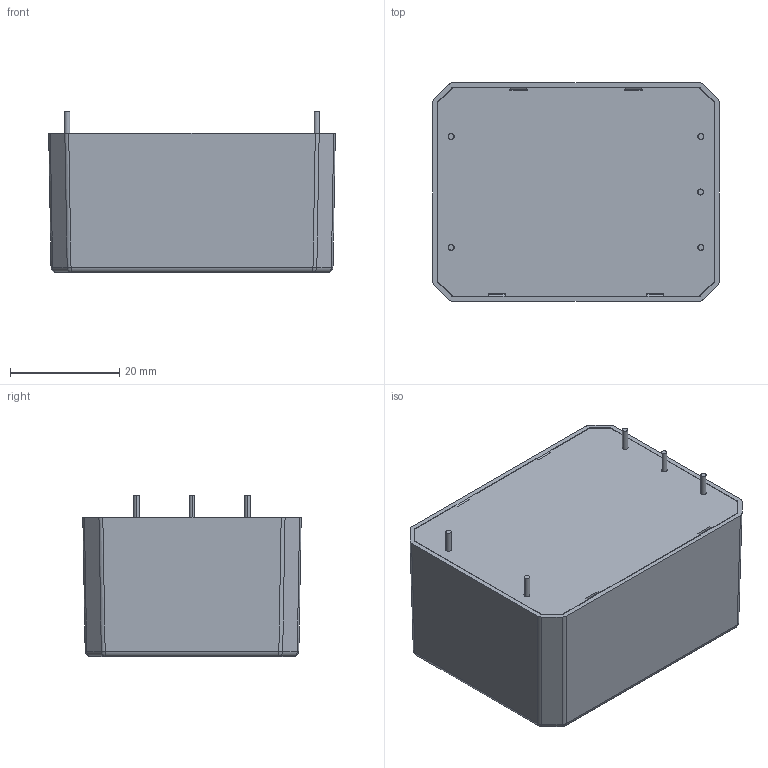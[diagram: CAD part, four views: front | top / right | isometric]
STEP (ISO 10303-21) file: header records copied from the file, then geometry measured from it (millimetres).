
FILE_DESCRIPTION (( 'STEP AP214' ), '1' );
FILE_NAME ('RACM30-DK_277_3D_20220503.STEP', '2022-05-30T08:43:05', ( '' ), ( '' ), 'SwSTEP 2.0', 'SolidWorks 2020', '' );
FILE_SCHEMA (( 'AUTOMOTIVE_DESIGN' ));
Length unit declared in the file: inch
Products named in the file (2): RACM30-DK_277_20220503; RACM30-DK_277_3D_20220503
Assembly tree (1 placements, depth 2):
  RACM30-DK_277_3D_20220503
    RACM30-DK_277_20220503
Bounding box: 52.5 x 40 x 29.5 mm (x, y, z)
Volume: 11134.4 mm3; surface area: 20793.5 mm2
Topology: 8 solids, 8 shells, 501 faces, 1261 edges, 792 vertices
Faces by surface type: plane 238, cylinder 204, sphere 24, bspline 20, cone 15
Entity records: 22869 total; most frequent: CARTESIAN_POINT 4154, ORIENTED_EDGE 2506, DIRECTION 2455, EDGE_CURVE 1253, AXIS2_PLACEMENT_3D 825, LINE 805, VECTOR 805, VERTEX_POINT 792
